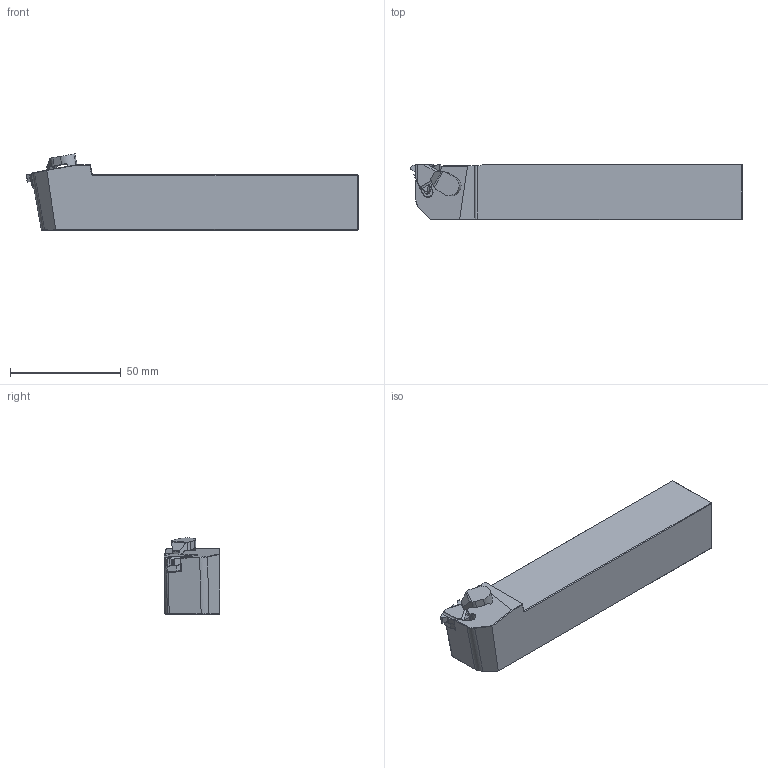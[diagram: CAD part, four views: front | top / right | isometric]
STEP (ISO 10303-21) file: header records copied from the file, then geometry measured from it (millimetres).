
FILE_DESCRIPTION(/* description */ (''),/* implementation_level */ '2;1');
FILE_NAME(/* name */ 'SEL 2525 M16C.stp',/* time_stamp */ '2023-10-23T19:54:41+03:00',/* author */ (''),/* organization */ (''),/* preprocessor_version */ 'ST-DEVELOPER v19.4',/* originating_system */ 'SIEMENS PLM Software NX2306.3001',/* authorisation */ '');
FILE_SCHEMA (('AUTOMOTIVE_DESIGN { 1 0 10303 214 3 1 1 1 }'));
Length unit declared in the file: millimetre
Products named in the file (1): SER 2525 M16C_objects
Bounding box: 149.9 x 25.04 x 34.35 mm (x, y, z)
Volume: 91470.7 mm3; surface area: 16552.4 mm2
Topology: 2 solids, 2 shells, 156 faces, 409 edges, 252 vertices
Faces by surface type: plane 98, cylinder 41, cone 14, bspline 3
Entity records: 4814 total; most frequent: CARTESIAN_POINT 924, ORIENTED_EDGE 814, DIRECTION 795, EDGE_CURVE 407, LINE 293, VECTOR 293, VERTEX_POINT 252, AXIS2_PLACEMENT_3D 251
